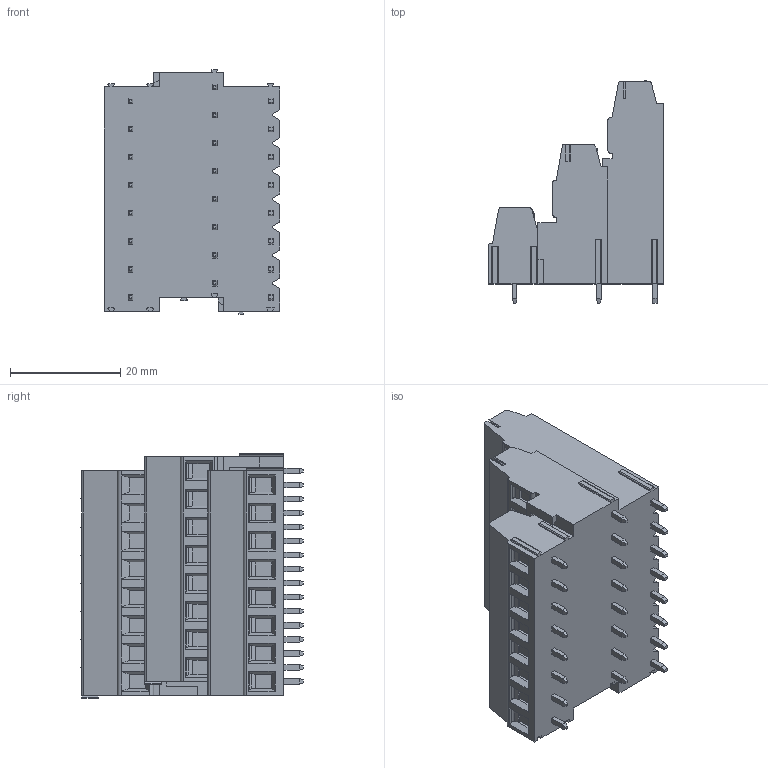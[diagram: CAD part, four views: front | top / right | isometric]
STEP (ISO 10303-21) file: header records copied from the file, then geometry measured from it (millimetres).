
FILE_DESCRIPTION((''),'2;1');
FILE_NAME('TL338VH3R-XXP-XS','2025-02-26T',('yanfa'),(''),'PRO/ENGINEER BY PARAMETRIC TECHNOLOGY CORPORATION, 2009280','PRO/ENGINEER BY PARAMETRIC TECHNOLOGY CORPORATION, 2009280','');
FILE_SCHEMA(('AUTOMOTIVE_DESIGN_CC2 { 1 2 10303 214 -1 1 5 2 }'));
Length unit declared in the file: millimetre
Products named in the file (1): TL338VH3R-XXP-XS
Bounding box: 31.8 x 40.3 x 44.33 mm (x, y, z)
Volume: 28381.6 mm3; surface area: 9934.5 mm2
Topology: 1 solids, 1 shells, 1247 faces, 3095 edges, 1923 vertices
Faces by surface type: plane 810, cylinder 263, cone 96, torus 48, sphere 30
Entity records: 36785 total; most frequent: CARTESIAN_POINT 7083, ORIENTED_EDGE 6162, DIRECTION 6097, EDGE_CURVE 3081, VECTOR 2239, LINE 2239, AXIS2_PLACEMENT_3D 1929, VERTEX_POINT 1923
